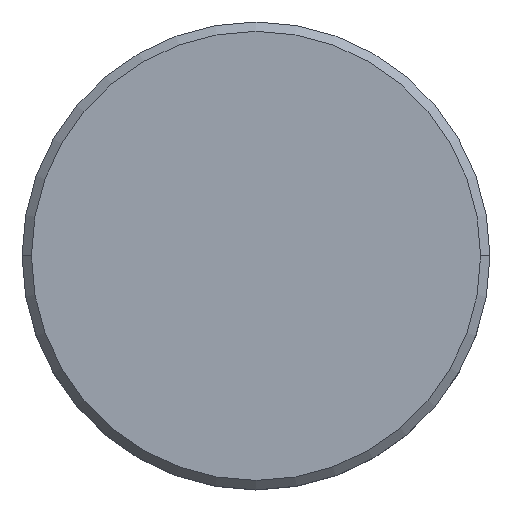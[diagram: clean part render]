
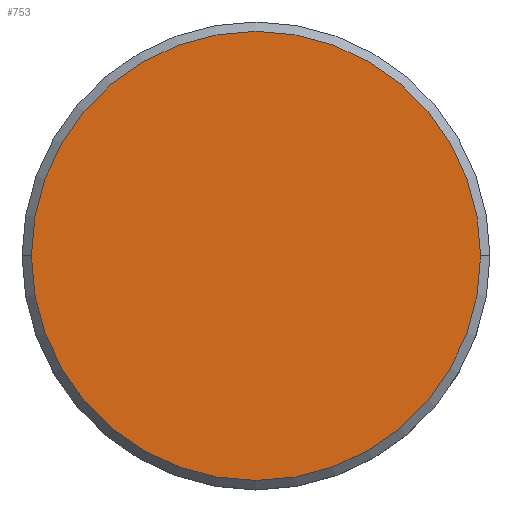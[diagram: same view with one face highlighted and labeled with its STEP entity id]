
A CAD part, top view. The second image highlights one B-rep face of the part: STEP entity #753.
In plain terms, the highlighted planar face has unit normal (0, 0, 1).
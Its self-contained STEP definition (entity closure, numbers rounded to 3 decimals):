
#107 = EDGE_CURVE ( 'NONE', #755, #517, #853, .T. ) ;
#198 = DIRECTION ( 'NONE',  ( 0., 0., 1. ) ) ;
#215 = ORIENTED_EDGE ( 'NONE', *, *, #107, .T. ) ;
#243 = DIRECTION ( 'NONE',  ( 1., 0., 0. ) ) ;
#251 = FACE_OUTER_BOUND ( 'NONE', #1075, .T. ) ;
#259 = CARTESIAN_POINT ( 'NONE',  ( 12., 0., 0. ) ) ;
#268 = CARTESIAN_POINT ( 'NONE',  ( 0., 0., 0. ) ) ;
#279 = CIRCLE ( 'NONE', #428, 12. ) ;
#283 = CARTESIAN_POINT ( 'NONE',  ( -12., 0., 0. ) ) ;
#330 = PLANE ( 'NONE',  #694 ) ;
#348 = DIRECTION ( 'NONE',  ( 0., 0., 1. ) ) ;
#352 = DIRECTION ( 'NONE',  ( 0., 0., 1. ) ) ;
#356 = EDGE_CURVE ( 'NONE', #517, #755, #279, .T. ) ;
#428 = AXIS2_PLACEMENT_3D ( 'NONE', #268, #352, #880 ) ;
#517 = VERTEX_POINT ( 'NONE', #283 ) ;
#644 = CARTESIAN_POINT ( 'NONE',  ( 0., 0., 0. ) ) ;
#689 = CARTESIAN_POINT ( 'NONE',  ( 0., 0., 0. ) ) ;
#694 = AXIS2_PLACEMENT_3D ( 'NONE', #689, #348, #243 ) ;
#753 = ADVANCED_FACE ( 'NONE', ( #251 ), #330, .T. ) ;
#755 = VERTEX_POINT ( 'NONE', #259 ) ;
#829 = DIRECTION ( 'NONE',  ( 1., 0., 0. ) ) ;
#853 = CIRCLE ( 'NONE', #969, 12. ) ;
#880 = DIRECTION ( 'NONE',  ( 1., 0., 0. ) ) ;
#949 = ORIENTED_EDGE ( 'NONE', *, *, #356, .T. ) ;
#969 = AXIS2_PLACEMENT_3D ( 'NONE', #644, #198, #829 ) ;
#1075 = EDGE_LOOP ( 'NONE', ( #949, #215 ) ) ;
